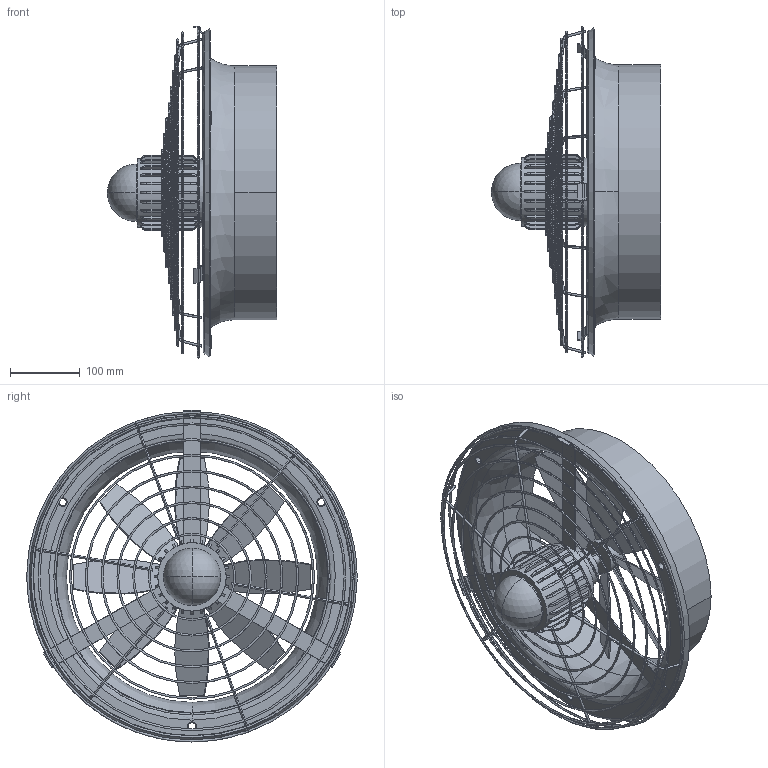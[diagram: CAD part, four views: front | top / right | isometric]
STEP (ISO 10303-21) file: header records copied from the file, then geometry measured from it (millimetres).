
FILE_DESCRIPTION (( 'STEP AP214' ), '1' );
FILE_NAME ('0094.0018.STEP', '2015-02-08T13:41:29', ( '' ), ( '' ), 'SwSTEP 2.0', 'SolidWorks 2013', '' );
FILE_SCHEMA (( 'AUTOMOTIVE_DESIGN' ));
Length unit declared in the file: millimetre
Products named in the file (1): 0094.0018
Bounding box: 242.4 x 473.4 x 475.77 mm (x, y, z)
Volume: 1602076.7 mm3; surface area: 689269.5 mm2
Topology: 1 solids, 1 shells, 665 faces, 1949 edges, 1246 vertices
Faces by surface type: bspline 248, plane 219, cylinder 120, torus 48, cone 24, sphere 6
Entity records: 37673 total; most frequent: CARTESIAN_POINT 14114, ORIENTED_EDGE 3890, DIRECTION 2739, EDGE_CURVE 1945, VERTEX_POINT 1246, AXIS2_PLACEMENT_3D 1027, EDGE_LOOP 755, LINE 685
